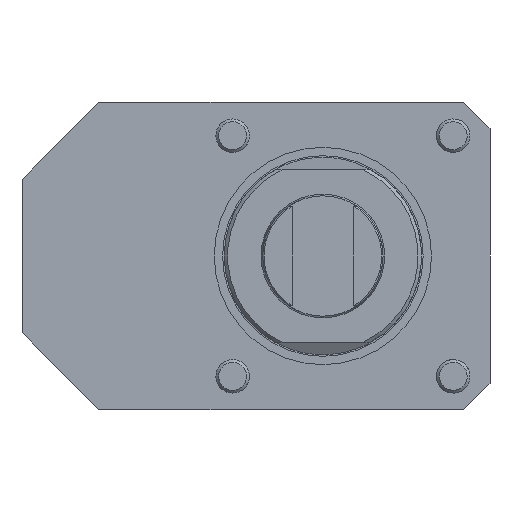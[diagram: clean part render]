
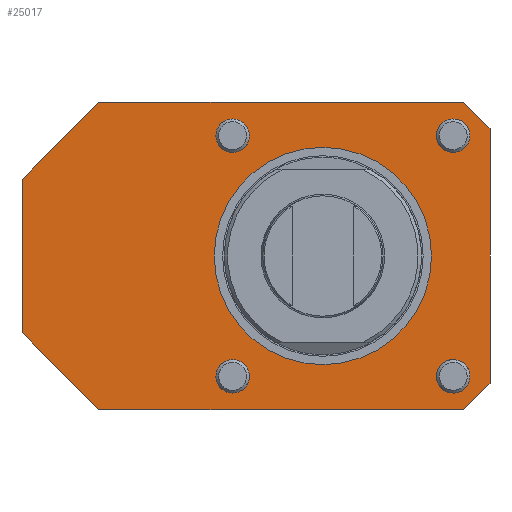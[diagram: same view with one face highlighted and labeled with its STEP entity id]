
A CAD part, front view. The second image highlights one B-rep face of the part: STEP entity #25017.
In plain terms, the highlighted planar face has unit normal (0, -1, 0).
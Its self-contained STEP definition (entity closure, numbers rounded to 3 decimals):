
#37 = VECTOR ( 'NONE', #2115, 1000. ) ;
#246 = CIRCLE ( 'NONE', #18704, 5. ) ;
#766 = PLANE ( 'NONE',  #2613 ) ;
#1513 = CARTESIAN_POINT ( 'NONE',  ( 42., 77., -46. ) ) ;
#1763 = CARTESIAN_POINT ( 'NONE',  ( -27., 77., -36. ) ) ;
#1968 = VERTEX_POINT ( 'NONE', #20901 ) ;
#2115 = DIRECTION ( 'NONE',  ( -1., 0., 0. ) ) ;
#2613 = AXIS2_PLACEMENT_3D ( 'NONE', #10090, #18120, #12192 ) ;
#2646 = DIRECTION ( 'NONE',  ( -1., 0., 0. ) ) ;
#2776 = CARTESIAN_POINT ( 'NONE',  ( 39., 77., 36. ) ) ;
#3523 = EDGE_LOOP ( 'NONE', ( #20941 ) ) ;
#3612 = VERTEX_POINT ( 'NONE', #14877 ) ;
#5151 = DIRECTION ( 'NONE',  ( 0., 0., -1. ) ) ;
#5195 = LINE ( 'NONE', #14242, #20765 ) ;
#5265 = AXIS2_PLACEMENT_3D ( 'NONE', #25119, #20348, #22891 ) ;
#5616 = VECTOR ( 'NONE', #28414, 1000. ) ;
#6000 = DIRECTION ( 'NONE',  ( 0.707, 0., -0.707 ) ) ;
#6127 = VERTEX_POINT ( 'NONE', #12681 ) ;
#6217 = VERTEX_POINT ( 'NONE', #18452 ) ;
#6450 = EDGE_CURVE ( 'NONE', #11794, #11794, #246, .T. ) ;
#7172 = VERTEX_POINT ( 'NONE', #1513 ) ;
#7330 = DIRECTION ( 'NONE',  ( 0., 1., 0. ) ) ;
#7471 = CARTESIAN_POINT ( 'NONE',  ( 39., 77., -36. ) ) ;
#7749 = LINE ( 'NONE', #18703, #23213 ) ;
#7842 = VERTEX_POINT ( 'NONE', #8627 ) ;
#7949 = EDGE_LOOP ( 'NONE', ( #20445 ) ) ;
#8103 = LINE ( 'NONE', #15192, #24827 ) ;
#8140 = CARTESIAN_POINT ( 'NONE',  ( -40.25, 77., 72.75 ) ) ;
#8207 = LINE ( 'NONE', #24508, #37 ) ;
#8345 = EDGE_LOOP ( 'NONE', ( #17367, #21337, #17412, #10230, #8899, #28909, #13131, #9225 ) ) ;
#8627 = CARTESIAN_POINT ( 'NONE',  ( 50., 77., -38. ) ) ;
#8899 = ORIENTED_EDGE ( 'NONE', *, *, #15794, .F. ) ;
#9225 = ORIENTED_EDGE ( 'NONE', *, *, #25637, .T. ) ;
#9286 = AXIS2_PLACEMENT_3D ( 'NONE', #18895, #9327, #2646 ) ;
#9327 = DIRECTION ( 'NONE',  ( 0., 1., 0. ) ) ;
#9632 = ORIENTED_EDGE ( 'NONE', *, *, #26164, .T. ) ;
#9800 = CIRCLE ( 'NONE', #11671, 5. ) ;
#9823 = FACE_BOUND ( 'NONE', #27472, .T. ) ;
#10090 = CARTESIAN_POINT ( 'NONE',  ( 32.5, 77., 0. ) ) ;
#10230 = ORIENTED_EDGE ( 'NONE', *, *, #22514, .T. ) ;
#10924 = VECTOR ( 'NONE', #6000, 1000. ) ;
#11511 = EDGE_CURVE ( 'NONE', #20953, #20953, #22057, .T. ) ;
#11671 = AXIS2_PLACEMENT_3D ( 'NONE', #1763, #17300, #26386 ) ;
#11794 = VERTEX_POINT ( 'NONE', #16371 ) ;
#12129 = LINE ( 'NONE', #18469, #19615 ) ;
#12192 = DIRECTION ( 'NONE',  ( 1., 0., 0. ) ) ;
#12221 = DIRECTION ( 'NONE',  ( 0., 0., -1. ) ) ;
#12681 = CARTESIAN_POINT ( 'NONE',  ( 39., 77., 31. ) ) ;
#12971 = CARTESIAN_POINT ( 'NONE',  ( -22., 77., -36. ) ) ;
#13037 = AXIS2_PLACEMENT_3D ( 'NONE', #2776, #14487, #5151 ) ;
#13131 = ORIENTED_EDGE ( 'NONE', *, *, #19478, .T. ) ;
#13146 = LINE ( 'NONE', #19329, #5616 ) ;
#13699 = EDGE_LOOP ( 'NONE', ( #19090 ) ) ;
#13900 = DIRECTION ( 'NONE',  ( -1., 0., 0. ) ) ;
#14242 = CARTESIAN_POINT ( 'NONE',  ( 50., 77., 46. ) ) ;
#14487 = DIRECTION ( 'NONE',  ( 0., 1., 0. ) ) ;
#14877 = CARTESIAN_POINT ( 'NONE',  ( -22., 77., 36. ) ) ;
#14884 = LINE ( 'NONE', #28538, #10924 ) ;
#15023 = VERTEX_POINT ( 'NONE', #12971 ) ;
#15192 = CARTESIAN_POINT ( 'NONE',  ( 60.25, 77., 27.75 ) ) ;
#15466 = CARTESIAN_POINT ( 'NONE',  ( -67., 77., 46. ) ) ;
#15794 = EDGE_CURVE ( 'NONE', #7172, #22362, #8207, .T. ) ;
#16371 = CARTESIAN_POINT ( 'NONE',  ( 39., 77., -41. ) ) ;
#17300 = DIRECTION ( 'NONE',  ( 0., -1., 0. ) ) ;
#17367 = ORIENTED_EDGE ( 'NONE', *, *, #26147, .T. ) ;
#17412 = ORIENTED_EDGE ( 'NONE', *, *, #29253, .F. ) ;
#18120 = DIRECTION ( 'NONE',  ( 0., -1., 0. ) ) ;
#18452 = CARTESIAN_POINT ( 'NONE',  ( -90., 77., -23. ) ) ;
#18469 = CARTESIAN_POINT ( 'NONE',  ( -90., 77., 46. ) ) ;
#18703 = CARTESIAN_POINT ( 'NONE',  ( 60.25, 77., -27.75 ) ) ;
#18704 = AXIS2_PLACEMENT_3D ( 'NONE', #7471, #7330, #12221 ) ;
#18895 = CARTESIAN_POINT ( 'NONE',  ( 0., 77., 0. ) ) ;
#18970 = DIRECTION ( 'NONE',  ( 0.707, 0., 0.707 ) ) ;
#19022 = DIRECTION ( 'NONE',  ( -0.707, 0., 0.707 ) ) ;
#19090 = ORIENTED_EDGE ( 'NONE', *, *, #11511, .T. ) ;
#19329 = CARTESIAN_POINT ( 'NONE',  ( -90., 77., 46. ) ) ;
#19478 = EDGE_CURVE ( 'NONE', #7842, #20898, #5195, .T. ) ;
#19519 = DIRECTION ( 'NONE',  ( -0.707, 0., -0.707 ) ) ;
#19615 = VECTOR ( 'NONE', #13900, 1000. ) ;
#20315 = EDGE_CURVE ( 'NONE', #7172, #7842, #7749, .T. ) ;
#20348 = DIRECTION ( 'NONE',  ( 0., -1., 0. ) ) ;
#20359 = FACE_OUTER_BOUND ( 'NONE', #8345, .T. ) ;
#20445 = ORIENTED_EDGE ( 'NONE', *, *, #6450, .T. ) ;
#20556 = CARTESIAN_POINT ( 'NONE',  ( 50., 77., 38. ) ) ;
#20765 = VECTOR ( 'NONE', #22840, 1000. ) ;
#20898 = VERTEX_POINT ( 'NONE', #20556 ) ;
#20901 = CARTESIAN_POINT ( 'NONE',  ( -90., 77., 23. ) ) ;
#20941 = ORIENTED_EDGE ( 'NONE', *, *, #22569, .F. ) ;
#20953 = VERTEX_POINT ( 'NONE', #21248 ) ;
#21054 = FACE_BOUND ( 'NONE', #7949, .T. ) ;
#21248 = CARTESIAN_POINT ( 'NONE',  ( -32.5, 77., 0. ) ) ;
#21337 = ORIENTED_EDGE ( 'NONE', *, *, #28874, .T. ) ;
#22014 = CIRCLE ( 'NONE', #13037, 5. ) ;
#22057 = CIRCLE ( 'NONE', #9286, 32.5 ) ;
#22295 = CIRCLE ( 'NONE', #5265, 5. ) ;
#22362 = VERTEX_POINT ( 'NONE', #23653 ) ;
#22514 = EDGE_CURVE ( 'NONE', #6217, #22362, #14884, .T. ) ;
#22569 = EDGE_CURVE ( 'NONE', #3612, #3612, #22295, .T. ) ;
#22840 = DIRECTION ( 'NONE',  ( 0., 0., 1. ) ) ;
#22891 = DIRECTION ( 'NONE',  ( 1., 0., 0. ) ) ;
#23213 = VECTOR ( 'NONE', #18970, 1000. ) ;
#23279 = VERTEX_POINT ( 'NONE', #15466 ) ;
#23653 = CARTESIAN_POINT ( 'NONE',  ( -67., 77., -46. ) ) ;
#24508 = CARTESIAN_POINT ( 'NONE',  ( -90., 77., -46. ) ) ;
#24827 = VECTOR ( 'NONE', #19022, 1000. ) ;
#24973 = FACE_BOUND ( 'NONE', #3523, .T. ) ;
#25017 = ADVANCED_FACE ( 'Defeature completata1_2', ( #20359, #27367, #24973, #25691, #21054, #9823 ), #766, .T. ) ;
#25119 = CARTESIAN_POINT ( 'NONE',  ( -27., 77., 36. ) ) ;
#25215 = CARTESIAN_POINT ( 'NONE',  ( 42., 77., 46. ) ) ;
#25637 = EDGE_CURVE ( 'NONE', #20898, #27852, #8103, .T. ) ;
#25691 = FACE_BOUND ( 'NONE', #27800, .T. ) ;
#26147 = EDGE_CURVE ( 'NONE', #27852, #23279, #12129, .T. ) ;
#26164 = EDGE_CURVE ( 'NONE', #6127, #6127, #22014, .T. ) ;
#26386 = DIRECTION ( 'NONE',  ( 1., 0., 0. ) ) ;
#26471 = VECTOR ( 'NONE', #19519, 1000. ) ;
#27164 = EDGE_CURVE ( 'NONE', #15023, #15023, #9800, .T. ) ;
#27367 = FACE_BOUND ( 'NONE', #13699, .T. ) ;
#27472 = EDGE_LOOP ( 'NONE', ( #9632 ) ) ;
#27800 = EDGE_LOOP ( 'NONE', ( #27878 ) ) ;
#27852 = VERTEX_POINT ( 'NONE', #25215 ) ;
#27878 = ORIENTED_EDGE ( 'NONE', *, *, #27164, .F. ) ;
#28414 = DIRECTION ( 'NONE',  ( 0., 0., 1. ) ) ;
#28538 = CARTESIAN_POINT ( 'NONE',  ( -40.25, 77., -72.75 ) ) ;
#28874 = EDGE_CURVE ( 'NONE', #23279, #1968, #29033, .T. ) ;
#28909 = ORIENTED_EDGE ( 'NONE', *, *, #20315, .T. ) ;
#29033 = LINE ( 'NONE', #8140, #26471 ) ;
#29253 = EDGE_CURVE ( 'NONE', #6217, #1968, #13146, .T. ) ;
